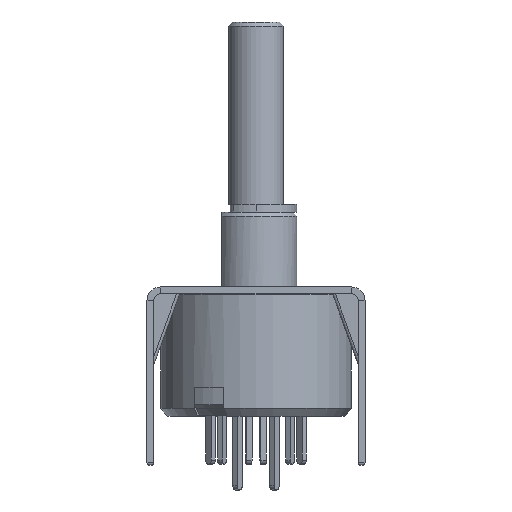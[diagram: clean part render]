
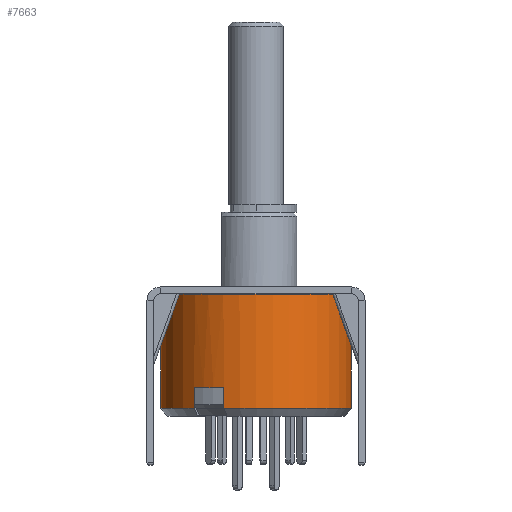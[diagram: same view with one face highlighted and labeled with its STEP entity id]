
A CAD part, front view. The second image highlights one B-rep face of the part: STEP entity #7663.
In plain terms, the highlighted cylindrical face has radius 7 mm (diameter 14 mm), a partial arc.
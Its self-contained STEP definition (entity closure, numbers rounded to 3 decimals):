
#278 = DIRECTION ( 'NONE',  ( 0., 0., -1. ) ) ;
#821 = AXIS2_PLACEMENT_3D ( 'NONE', #12662, #5760, #8657 ) ;
#1236 = CARTESIAN_POINT ( 'NONE',  ( -7., 0., 9. ) ) ;
#1637 = CARTESIAN_POINT ( 'NONE',  ( -7., 0., 0.95 ) ) ;
#1978 = VERTEX_POINT ( 'NONE', #6721 ) ;
#2203 = LINE ( 'NONE', #10299, #4582 ) ;
#2224 = EDGE_CURVE ( 'NONE', #10024, #2258, #10505, .T. ) ;
#2258 = VERTEX_POINT ( 'NONE', #1637 ) ;
#2295 = VERTEX_POINT ( 'NONE', #3582 ) ;
#2631 = CARTESIAN_POINT ( 'NONE',  ( -7., 0., -7.4 ) ) ;
#2693 = ORIENTED_EDGE ( 'NONE', *, *, #12476, .F. ) ;
#2963 = CIRCLE ( 'NONE', #3550, 7. ) ;
#3326 = EDGE_CURVE ( 'NONE', #1978, #10038, #8727, .T. ) ;
#3550 = AXIS2_PLACEMENT_3D ( 'NONE', #7284, #12250, #5244 ) ;
#3582 = CARTESIAN_POINT ( 'NONE',  ( -2.361, -6.59, -7.4 ) ) ;
#3806 = VERTEX_POINT ( 'NONE', #9807 ) ;
#3842 = ORIENTED_EDGE ( 'NONE', *, *, #10373, .T. ) ;
#4582 = VECTOR ( 'NONE', #12345, 1000. ) ;
#5244 = DIRECTION ( 'NONE',  ( 1., 0., 0. ) ) ;
#5479 = DIRECTION ( 'NONE',  ( -1., 0., 0. ) ) ;
#5760 = DIRECTION ( 'NONE',  ( 0., 0., -1. ) ) ;
#5788 = DIRECTION ( 'NONE',  ( 1., 0., 0. ) ) ;
#5854 = ORIENTED_EDGE ( 'NONE', *, *, #6010, .T. ) ;
#6010 = EDGE_CURVE ( 'NONE', #2258, #10038, #7334, .T. ) ;
#6589 = CARTESIAN_POINT ( 'NONE',  ( 0., 0., -5.9 ) ) ;
#6644 = CARTESIAN_POINT ( 'NONE',  ( -4.526, -5.34, 9. ) ) ;
#6721 = CARTESIAN_POINT ( 'NONE',  ( -4.526, -5.34, -7.4 ) ) ;
#6782 = VERTEX_POINT ( 'NONE', #8268 ) ;
#6842 = CIRCLE ( 'NONE', #10484, 7. ) ;
#6950 = EDGE_CURVE ( 'NONE', #6782, #10865, #6842, .T. ) ;
#7017 = VECTOR ( 'NONE', #278, 1000. ) ;
#7096 = VECTOR ( 'NONE', #8170, 1000. ) ;
#7284 = CARTESIAN_POINT ( 'NONE',  ( 0., 0., -7.4 ) ) ;
#7334 = LINE ( 'NONE', #1236, #7017 ) ;
#7393 = LINE ( 'NONE', #6644, #9883 ) ;
#7572 = DIRECTION ( 'NONE',  ( 0., 0., 1. ) ) ;
#7663 = ADVANCED_FACE ( 'NONE', ( #11978 ), #11029, .T. ) ;
#7689 = DIRECTION ( 'NONE',  ( -1., 0., 0. ) ) ;
#7712 = AXIS2_PLACEMENT_3D ( 'NONE', #9815, #12746, #5788 ) ;
#8170 = DIRECTION ( 'NONE',  ( 0., 0., -1. ) ) ;
#8268 = CARTESIAN_POINT ( 'NONE',  ( -4.526, -5.34, -5.9 ) ) ;
#8483 = DIRECTION ( 'NONE',  ( 0., 0., 1. ) ) ;
#8513 = ORIENTED_EDGE ( 'NONE', *, *, #6950, .T. ) ;
#8657 = DIRECTION ( 'NONE',  ( -1., 0., 0. ) ) ;
#8727 = CIRCLE ( 'NONE', #7712, 7. ) ;
#8960 = EDGE_CURVE ( 'NONE', #10024, #3806, #12409, .T. ) ;
#9807 = CARTESIAN_POINT ( 'NONE',  ( 7., 0., -7.4 ) ) ;
#9815 = CARTESIAN_POINT ( 'NONE',  ( 0., 0., -7.4 ) ) ;
#9877 = ORIENTED_EDGE ( 'NONE', *, *, #8960, .F. ) ;
#9883 = VECTOR ( 'NONE', #7572, 1000. ) ;
#9985 = AXIS2_PLACEMENT_3D ( 'NONE', #12665, #11833, #7689 ) ;
#10012 = EDGE_CURVE ( 'NONE', #1978, #6782, #7393, .T. ) ;
#10024 = VERTEX_POINT ( 'NONE', #12634 ) ;
#10038 = VERTEX_POINT ( 'NONE', #2631 ) ;
#10299 = CARTESIAN_POINT ( 'NONE',  ( -2.361, -6.59, 9. ) ) ;
#10373 = EDGE_CURVE ( 'NONE', #10865, #2295, #2203, .T. ) ;
#10484 = AXIS2_PLACEMENT_3D ( 'NONE', #6589, #8483, #5479 ) ;
#10505 = CIRCLE ( 'NONE', #821, 7. ) ;
#10662 = EDGE_LOOP ( 'NONE', ( #9877, #10835, #5854, #12461, #11956, #8513, #3842, #2693 ) ) ;
#10835 = ORIENTED_EDGE ( 'NONE', *, *, #2224, .T. ) ;
#10865 = VERTEX_POINT ( 'NONE', #12471 ) ;
#11029 = CYLINDRICAL_SURFACE ( 'NONE', #9985, 7. ) ;
#11833 = DIRECTION ( 'NONE',  ( 0., 0., -1. ) ) ;
#11956 = ORIENTED_EDGE ( 'NONE', *, *, #10012, .T. ) ;
#11978 = FACE_OUTER_BOUND ( 'NONE', #10662, .T. ) ;
#12216 = CARTESIAN_POINT ( 'NONE',  ( 7., 0., 9. ) ) ;
#12250 = DIRECTION ( 'NONE',  ( 0., 0., -1. ) ) ;
#12345 = DIRECTION ( 'NONE',  ( 0., 0., -1. ) ) ;
#12409 = LINE ( 'NONE', #12216, #7096 ) ;
#12461 = ORIENTED_EDGE ( 'NONE', *, *, #3326, .F. ) ;
#12471 = CARTESIAN_POINT ( 'NONE',  ( -2.361, -6.59, -5.9 ) ) ;
#12476 = EDGE_CURVE ( 'NONE', #3806, #2295, #2963, .T. ) ;
#12634 = CARTESIAN_POINT ( 'NONE',  ( 7., 0., 0.95 ) ) ;
#12662 = CARTESIAN_POINT ( 'NONE',  ( 0., 0., 0.95 ) ) ;
#12665 = CARTESIAN_POINT ( 'NONE',  ( 0., 0., 9. ) ) ;
#12746 = DIRECTION ( 'NONE',  ( 0., 0., -1. ) ) ;
